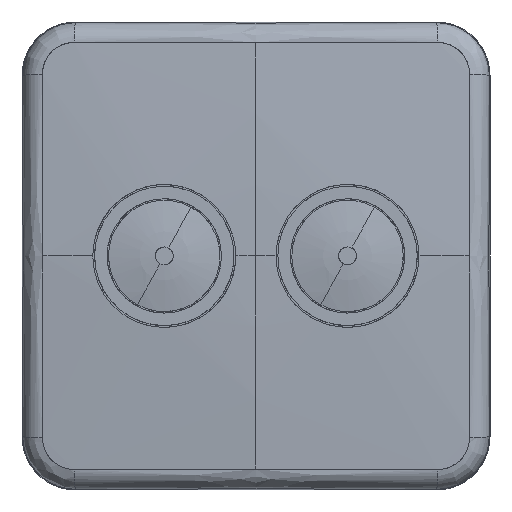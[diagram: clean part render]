
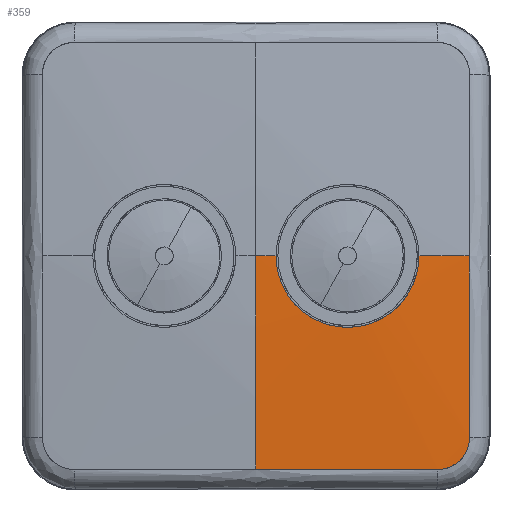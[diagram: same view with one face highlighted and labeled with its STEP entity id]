
A CAD part, top view. The second image highlights one B-rep face of the part: STEP entity #359.
In plain terms, the highlighted face is a revolution surface.
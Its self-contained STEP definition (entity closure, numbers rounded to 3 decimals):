
#265=CARTESIAN_POINT('Control Point',(30.568,0.,5.583)) ;
#266=CARTESIAN_POINT('Control Point',(30.568,-9.973,5.583)) ;
#267=CARTESIAN_POINT('Control Point',(30.539,-19.946,5.211)) ;
#268=CARTESIAN_POINT('Control Point',(30.479,-29.892,4.468)) ;
#269=CARTESIAN_POINT('Axis1P Location',(0.,0.,-377.642)) ;
#274=CARTESIAN_POINT('Control Point',(2.81,0.,6.79)) ;
#275=CARTESIAN_POINT('Control Point',(2.81,-3.184,6.79)) ;
#276=CARTESIAN_POINT('Control Point',(4.076,-6.302,6.749)) ;
#277=CARTESIAN_POINT('Control Point',(6.508,-8.733,6.67)) ;
#278=CARTESIAN_POINT('Control Point',(9.626,-10.,6.568)) ;
#279=CARTESIAN_POINT('Control Point',(12.81,-10.,6.462)) ;
#280=CARTESIAN_POINT('Vertex',(2.81,0.,6.79)) ;
#282=CARTESIAN_POINT('Vertex',(12.81,-10.,6.462)) ;
#286=CARTESIAN_POINT('Control Point',(12.81,-10.,6.462)) ;
#287=CARTESIAN_POINT('Control Point',(14.698,-10.,6.399)) ;
#288=CARTESIAN_POINT('Control Point',(16.575,-9.524,6.335)) ;
#289=CARTESIAN_POINT('Control Point',(18.27,-8.588,6.278)) ;
#290=CARTESIAN_POINT('Control Point',(19.648,-7.297,6.231)) ;
#291=CARTESIAN_POINT('Vertex',(19.648,-7.297,6.231)) ;
#295=CARTESIAN_POINT('Control Point',(19.648,-7.297,6.231)) ;
#296=CARTESIAN_POINT('Control Point',(21.145,-5.894,6.18)) ;
#297=CARTESIAN_POINT('Control Point',(22.247,-4.09,6.142)) ;
#298=CARTESIAN_POINT('Control Point',(22.81,-2.052,6.123)) ;
#299=CARTESIAN_POINT('Control Point',(22.81,0.,6.123)) ;
#300=CARTESIAN_POINT('Vertex',(22.81,0.,6.123)) ;
#303=CARTESIAN_POINT('Axis2P3D Location',(0.,0.,-377.642)) ;
#307=CARTESIAN_POINT('Vertex',(29.84,0.,5.64)) ;
#311=CARTESIAN_POINT('Control Point',(29.84,0.,5.64)) ;
#312=CARTESIAN_POINT('Control Point',(29.84,-8.486,5.64)) ;
#313=CARTESIAN_POINT('Control Point',(29.854,-16.972,5.368)) ;
#314=CARTESIAN_POINT('Control Point',(29.883,-25.441,4.825)) ;
#315=CARTESIAN_POINT('Vertex',(29.883,-25.441,4.825)) ;
#319=CARTESIAN_POINT('Control Point',(29.883,-25.441,4.825)) ;
#320=CARTESIAN_POINT('Control Point',(29.887,-26.854,4.734)) ;
#321=CARTESIAN_POINT('Control Point',(29.329,-28.237,4.683)) ;
#322=CARTESIAN_POINT('Control Point',(28.24,-29.318,4.687)) ;
#323=CARTESIAN_POINT('Control Point',(26.859,-29.878,4.743)) ;
#324=CARTESIAN_POINT('Control Point',(25.449,-29.873,4.837)) ;
#325=CARTESIAN_POINT('Vertex',(25.449,-29.873,4.837)) ;
#329=CARTESIAN_POINT('Control Point',(25.449,-29.873,4.837)) ;
#330=CARTESIAN_POINT('Control Point',(16.978,-29.843,5.403)) ;
#331=CARTESIAN_POINT('Control Point',(8.489,-29.828,5.686)) ;
#332=CARTESIAN_POINT('Control Point',(0.,-29.828,5.686)) ;
#333=CARTESIAN_POINT('Vertex',(0.,-29.828,5.686)) ;
#336=CARTESIAN_POINT('Axis2P3D Location',(0.001,0.,-393.198)) ;
#340=CARTESIAN_POINT('Vertex',(-0.001,0.,6.8)) ;
#343=CARTESIAN_POINT('Axis2P3D Location',(0.,0.,-377.642)) ;
#270=DIRECTION('Axis1P Direction',(0.,-1.,0.)) ;
#304=DIRECTION('Axis2P3D Direction',(0.,-1.,0.)) ;
#337=DIRECTION('Axis2P3D Direction',(1.,0.,0.)) ;
#344=DIRECTION('Axis2P3D Direction',(0.,-1.,0.)) ;
#305=AXIS2_PLACEMENT_3D('Circle Axis2P3D',#303,#304,$) ;
#338=AXIS2_PLACEMENT_3D('Circle Axis2P3D',#336,#337,$) ;
#345=AXIS2_PLACEMENT_3D('Circle Axis2P3D',#343,#344,$) ;
#349=ORIENTED_EDGE('',*,*,#284,.T.) ;
#350=ORIENTED_EDGE('',*,*,#293,.T.) ;
#351=ORIENTED_EDGE('',*,*,#302,.T.) ;
#352=ORIENTED_EDGE('',*,*,#309,.T.) ;
#353=ORIENTED_EDGE('',*,*,#317,.T.) ;
#354=ORIENTED_EDGE('',*,*,#327,.T.) ;
#355=ORIENTED_EDGE('',*,*,#335,.T.) ;
#356=ORIENTED_EDGE('',*,*,#342,.T.) ;
#357=ORIENTED_EDGE('',*,*,#347,.T.) ;
#359=ADVANCED_FACE('SIMPL-CO',(#358),#272,.F.) ;
#271=AXIS1_PLACEMENT('Revolution Surface Axis1P',#269,#270) ;
#264=B_SPLINE_CURVE_WITH_KNOTS('',3,(#265,#266,#267,#268),.UNSPECIFIED.,.F.,.U.,(4,4),(0.,29.92),.UNSPECIFIED.) ;
#273=B_SPLINE_CURVE_WITH_KNOTS('',5,(#274,#275,#276,#277,#278,#279),.UNSPECIFIED.,.F.,.U.,(6,6),(0.,23.014),.UNSPECIFIED.) ;
#285=B_SPLINE_CURVE_WITH_KNOTS('',4,(#286,#287,#288,#289,#290),.UNSPECIFIED.,.F.,.U.,(5,5),(0.,10.733),.UNSPECIFIED.) ;
#294=B_SPLINE_CURVE_WITH_KNOTS('',4,(#295,#296,#297,#298,#299),.UNSPECIFIED.,.F.,.U.,(5,5),(0.,11.676),.UNSPECIFIED.) ;
#310=B_SPLINE_CURVE_WITH_KNOTS('',3,(#311,#312,#313,#314),.UNSPECIFIED.,.F.,.U.,(4,4),(0.,36.006),.UNSPECIFIED.) ;
#318=B_SPLINE_CURVE_WITH_KNOTS('',5,(#319,#320,#321,#322,#323,#324),.UNSPECIFIED.,.F.,.U.,(6,6),(0.,10.13),.UNSPECIFIED.) ;
#328=B_SPLINE_CURVE_WITH_KNOTS('',3,(#329,#330,#331,#332),.UNSPECIFIED.,.F.,.U.,(4,4),(0.,36.053),.UNSPECIFIED.) ;
#306=CIRCLE('generated circle',#305,384.442) ;
#339=CIRCLE('generated circle',#338,399.998) ;
#346=CIRCLE('generated circle',#345,384.442) ;
#284=EDGE_CURVE('',#281,#283,#273,.T.) ;
#293=EDGE_CURVE('',#283,#292,#285,.T.) ;
#302=EDGE_CURVE('',#292,#301,#294,.T.) ;
#309=EDGE_CURVE('',#301,#308,#306,.F.) ;
#317=EDGE_CURVE('',#308,#316,#310,.T.) ;
#327=EDGE_CURVE('',#316,#326,#318,.T.) ;
#335=EDGE_CURVE('',#326,#334,#328,.T.) ;
#342=EDGE_CURVE('',#334,#341,#339,.F.) ;
#347=EDGE_CURVE('',#341,#281,#346,.F.) ;
#348=EDGE_LOOP('',(#349,#350,#351,#352,#353,#354,#355,#356,#357)) ;
#358=FACE_OUTER_BOUND('',#348,.T.) ;
#272=SURFACE_OF_REVOLUTION('Surface of Revolution',#264,#271) ;
#281=VERTEX_POINT('',#280) ;
#283=VERTEX_POINT('',#282) ;
#292=VERTEX_POINT('',#291) ;
#301=VERTEX_POINT('',#300) ;
#308=VERTEX_POINT('',#307) ;
#316=VERTEX_POINT('',#315) ;
#326=VERTEX_POINT('',#325) ;
#334=VERTEX_POINT('',#333) ;
#341=VERTEX_POINT('',#340) ;
